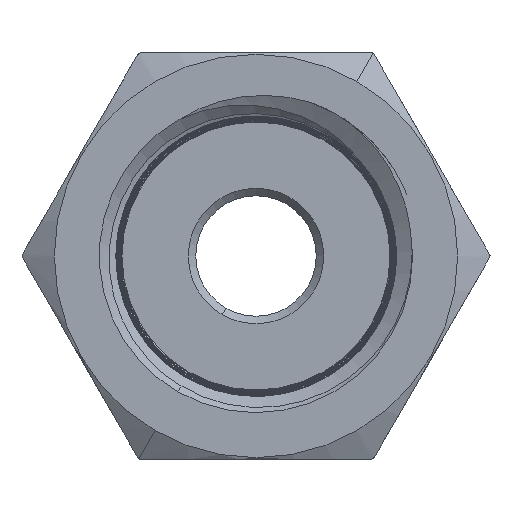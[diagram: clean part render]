
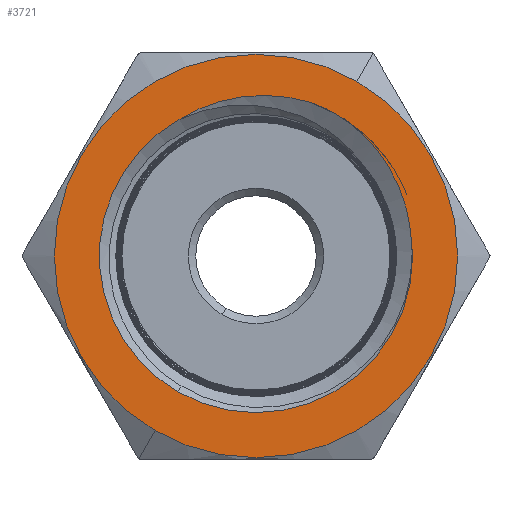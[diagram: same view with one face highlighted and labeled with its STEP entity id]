
A CAD part, front view. The second image highlights one B-rep face of the part: STEP entity #3721.
In plain terms, the highlighted planar face has unit normal (0, -1, 0).
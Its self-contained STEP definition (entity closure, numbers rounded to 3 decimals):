
#91 = CARTESIAN_POINT ( 'NONE',  ( 1.001, -26.458, 10.667 ) ) ;
#195 = CIRCLE ( 'NONE', #10979, 10.408 ) ;
#272 = DIRECTION ( 'NONE',  ( -0.5, 0., -0.866 ) ) ;
#314 = PLANE ( 'NONE',  #4585 ) ;
#392 = DIRECTION ( 'NONE',  ( -0.5, 0., -0.866 ) ) ;
#1325 = CARTESIAN_POINT ( 'NONE',  ( 7.796, -26.458, 7.348 ) ) ;
#1730 = CARTESIAN_POINT ( 'NONE',  ( 2.869, -26.458, 10.432 ) ) ;
#1850 = ORIENTED_EDGE ( 'NONE', *, *, #17504, .T. ) ;
#2053 = FACE_OUTER_BOUND ( 'NONE', #12625, .T. ) ;
#2239 = CARTESIAN_POINT ( 'NONE',  ( 4.415, -26.458, 9.924 ) ) ;
#2429 = CIRCLE ( 'NONE', #9094, 10.408 ) ;
#2498 = B_SPLINE_CURVE_WITH_KNOTS ( 'NONE', 3,
 ( #5405, #2239, #15311, #5547 ),
 .UNSPECIFIED., .F., .F.,
 ( 4, 4 ),
 ( 0., 0.003 ),
 .UNSPECIFIED. ) ;
#2920 = CARTESIAN_POINT ( 'NONE',  ( 6.516, -26.458, 8.635 ) ) ;
#2935 = VERTEX_POINT ( 'NONE', #4568 ) ;
#2993 = CARTESIAN_POINT ( 'NONE',  ( 8.466, -26.458, 6.479 ) ) ;
#3004 = DIRECTION ( 'NONE',  ( 0., 1., 0. ) ) ;
#3098 = VERTEX_POINT ( 'NONE', #13099 ) ;
#3323 = CARTESIAN_POINT ( 'NONE',  ( -5.117, -26.458, 9.063 ) ) ;
#3721 = ADVANCED_FACE ( 'NONE', ( #10206, #2053 ), #314, .F. ) ;
#3965 = CARTESIAN_POINT ( 'NONE',  ( -5.117, -26.458, 9.063 ) ) ;
#4568 = CARTESIAN_POINT ( 'NONE',  ( 5.92, -26.458, 9.066 ) ) ;
#4585 = AXIS2_PLACEMENT_3D ( 'NONE', #19999, #10160, #392 ) ;
#4637 = CARTESIAN_POINT ( 'NONE',  ( 9.228, -26.458, 5.234 ) ) ;
#4932 = EDGE_CURVE ( 'NONE', #9519, #8781, #195, .T. ) ;
#5405 = CARTESIAN_POINT ( 'NONE',  ( 3.599, -26.458, 10.211 ) ) ;
#5547 = CARTESIAN_POINT ( 'NONE',  ( 5.92, -26.458, 9.066 ) ) ;
#5867 = EDGE_CURVE ( 'NONE', #2935, #3098, #14702, .T. ) ;
#6042 = CIRCLE ( 'NONE', #18283, 13.4 ) ;
#6283 = CARTESIAN_POINT ( 'NONE',  ( 9.889, -26.458, 3.538 ) ) ;
#6596 = CARTESIAN_POINT ( 'NONE',  ( -2.368, -26.458, 10.31 ) ) ;
#7055 = ORIENTED_EDGE ( 'NONE', *, *, #13251, .T. ) ;
#7479 = DIRECTION ( 'NONE',  ( 0., -1., 0. ) ) ;
#7884 = EDGE_CURVE ( 'NONE', #16233, #12279, #19351, .T. ) ;
#7886 = CARTESIAN_POINT ( 'NONE',  ( 10.154, -26.458, 2.472 ) ) ;
#8222 = CARTESIAN_POINT ( 'NONE',  ( -0.516, -26.458, 10.631 ) ) ;
#8226 = DIRECTION ( 'NONE',  ( 0., -1., 0. ) ) ;
#8781 = VERTEX_POINT ( 'NONE', #3965 ) ;
#8972 = EDGE_CURVE ( 'NONE', #3098, #9519, #2429, .T. ) ;
#9094 = AXIS2_PLACEMENT_3D ( 'NONE', #12752, #3004, #14406 ) ;
#9519 = VERTEX_POINT ( 'NONE', #13655 ) ;
#9526 = CARTESIAN_POINT ( 'NONE',  ( 10.259, -26.458, 1.754 ) ) ;
#9854 = CARTESIAN_POINT ( 'NONE',  ( 0.622, -26.458, 10.678 ) ) ;
#10048 = DIRECTION ( 'NONE',  ( 0., 1., 0. ) ) ;
#10160 = DIRECTION ( 'NONE',  ( 0., 1., 0. ) ) ;
#10206 = FACE_BOUND ( 'NONE', #16052, .T. ) ;
#10979 = AXIS2_PLACEMENT_3D ( 'NONE', #19884, #10048, #272 ) ;
#11080 = ORIENTED_EDGE ( 'NONE', *, *, #7884, .T. ) ;
#11095 = CARTESIAN_POINT ( 'NONE',  ( 7.059, -26.458, 8.151 ) ) ;
#11487 = CARTESIAN_POINT ( 'NONE',  ( 2.129, -26.458, 10.573 ) ) ;
#12075 = CARTESIAN_POINT ( 'NONE',  ( 6.7, -26.458, 11.605 ) ) ;
#12279 = VERTEX_POINT ( 'NONE', #21169 ) ;
#12625 = EDGE_LOOP ( 'NONE', ( #11080, #7055 ) ) ;
#12741 = CARTESIAN_POINT ( 'NONE',  ( 8.028, -26.458, 7.067 ) ) ;
#12752 = CARTESIAN_POINT ( 'NONE',  ( 0., -26.458, 0. ) ) ;
#12893 = VERTEX_POINT ( 'NONE', #15762 ) ;
#13099 = CARTESIAN_POINT ( 'NONE',  ( 10.259, -26.458, 1.754 ) ) ;
#13145 = CARTESIAN_POINT ( 'NONE',  ( 3.599, -26.458, 10.211 ) ) ;
#13251 = EDGE_CURVE ( 'NONE', #12279, #16233, #6042, .T. ) ;
#13603 = AXIS2_PLACEMENT_3D ( 'NONE', #18046, #8226, #19695 ) ;
#13655 = CARTESIAN_POINT ( 'NONE',  ( -5.204, -26.458, -9.014 ) ) ;
#14395 = CARTESIAN_POINT ( 'NONE',  ( 8.67, -26.458, 6.173 ) ) ;
#14406 = DIRECTION ( 'NONE',  ( -0.5, 0., -0.866 ) ) ;
#14702 = B_SPLINE_CURVE_WITH_KNOTS ( 'NONE', 3,
 ( #17635, #2920, #11095, #1325, #12741, #2993, #14395, #4637, #16051, #6283, #17706, #7886, #19369, #9526 ),
 .UNSPECIFIED., .F., .F.,
 ( 4, 2, 2, 2, 2, 2, 4 ),
 ( 0., 0.002, 0.003, 0.004, 0.007, 0.008, 0.009 ),
 .UNSPECIFIED. ) ;
#15262 = B_SPLINE_CURVE_WITH_KNOTS ( 'NONE', 3,
 ( #3323, #16307, #16378, #6596, #18039, #8222, #19691, #9854, #91, #11487, #1730, #13145 ),
 .UNSPECIFIED., .F., .F.,
 ( 4, 2, 2, 2, 2, 4 ),
 ( 0.021, 0.023, 0.025, 0.026, 0.028, 0.03 ),
 .UNSPECIFIED. ) ;
#15311 = CARTESIAN_POINT ( 'NONE',  ( 5.195, -26.458, 9.539 ) ) ;
#15762 = CARTESIAN_POINT ( 'NONE',  ( 3.599, -26.458, 10.211 ) ) ;
#16051 = CARTESIAN_POINT ( 'NONE',  ( 9.534, -26.458, 4.575 ) ) ;
#16052 = EDGE_LOOP ( 'NONE', ( #16735, #17430, #17032, #20346, #1850 ) ) ;
#16233 = VERTEX_POINT ( 'NONE', #12075 ) ;
#16307 = CARTESIAN_POINT ( 'NONE',  ( -4.48, -26.458, 9.464 ) ) ;
#16378 = CARTESIAN_POINT ( 'NONE',  ( -3.802, -26.458, 9.794 ) ) ;
#16735 = ORIENTED_EDGE ( 'NONE', *, *, #19411, .T. ) ;
#17032 = ORIENTED_EDGE ( 'NONE', *, *, #8972, .T. ) ;
#17304 = CARTESIAN_POINT ( 'NONE',  ( 0., -26.458, 0. ) ) ;
#17430 = ORIENTED_EDGE ( 'NONE', *, *, #5867, .T. ) ;
#17504 = EDGE_CURVE ( 'NONE', #8781, #12893, #15262, .T. ) ;
#17635 = CARTESIAN_POINT ( 'NONE',  ( 5.92, -26.458, 9.066 ) ) ;
#17706 = CARTESIAN_POINT ( 'NONE',  ( 9.991, -26.458, 3.183 ) ) ;
#18039 = CARTESIAN_POINT ( 'NONE',  ( -1.635, -26.458, 10.484 ) ) ;
#18046 = CARTESIAN_POINT ( 'NONE',  ( 0., -26.458, 0. ) ) ;
#18283 = AXIS2_PLACEMENT_3D ( 'NONE', #17304, #7479, #18951 ) ;
#18951 = DIRECTION ( 'NONE',  ( 0.5, 0., 0.866 ) ) ;
#19351 = CIRCLE ( 'NONE', #13603, 13.4 ) ;
#19369 = CARTESIAN_POINT ( 'NONE',  ( 10.216, -26.458, 2.114 ) ) ;
#19411 = EDGE_CURVE ( 'NONE', #12893, #2935, #2498, .T. ) ;
#19691 = CARTESIAN_POINT ( 'NONE',  ( -0.139, -26.458, 10.66 ) ) ;
#19695 = DIRECTION ( 'NONE',  ( 0.5, 0., 0.866 ) ) ;
#19884 = CARTESIAN_POINT ( 'NONE',  ( 0., -26.458, 0. ) ) ;
#19999 = CARTESIAN_POINT ( 'NONE',  ( 0., -26.458, 0. ) ) ;
#20346 = ORIENTED_EDGE ( 'NONE', *, *, #4932, .T. ) ;
#21169 = CARTESIAN_POINT ( 'NONE',  ( -6.7, -26.458, -11.605 ) ) ;
